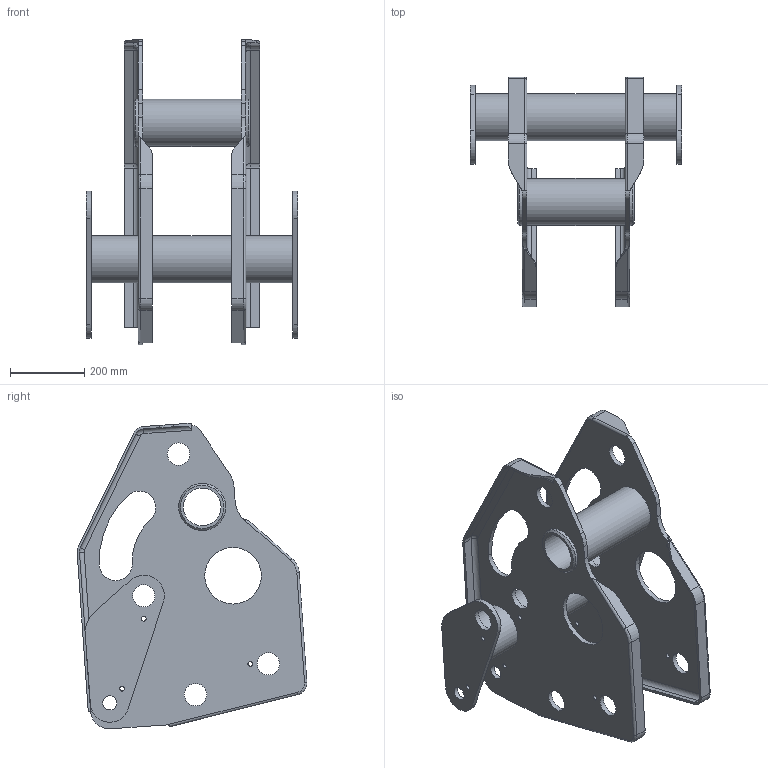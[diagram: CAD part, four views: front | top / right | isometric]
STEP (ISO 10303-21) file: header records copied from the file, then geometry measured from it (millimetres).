
FILE_DESCRIPTION( ( '' ), ' ' );
FILE_NAME( '5dee923541b5c615554728ea.step', '2019-12-09T18:28:06', ( '' ), ( '' ), ' ', ' ', ' ' );
FILE_SCHEMA( ( 'AUTOMOTIVE_DESIGN { 1 0 10303 214 1 1 1 1 }' ) );
Length unit declared in the file: metre
Products named in the file (1): Part 7
Bounding box: 569 x 619.14 x 823.67 mm (x, y, z)
Volume: 13638076.7 mm3; surface area: 2345532 mm2
Topology: 1 solids, 2 shells, 182 faces, 472 edges, 302 vertices
Faces by surface type: cylinder 102, plane 62, torus 16, cone 2
Full cylindrical faces by diameter (mm): 12.7 x10, 38.1 x4, 60 x10, 101.6 x2, 127 x6, 152.4 x2
Entity records: 6972 total; most frequent: DIRECTION 1020, CARTESIAN_POINT 909, ORIENTED_EDGE 860, EDGE_CURVE 430, AXIS2_PLACEMENT_3D 407, VERTEX_POINT 296, EDGE_LOOP 286, FACE_OUTER_BOUND 216
